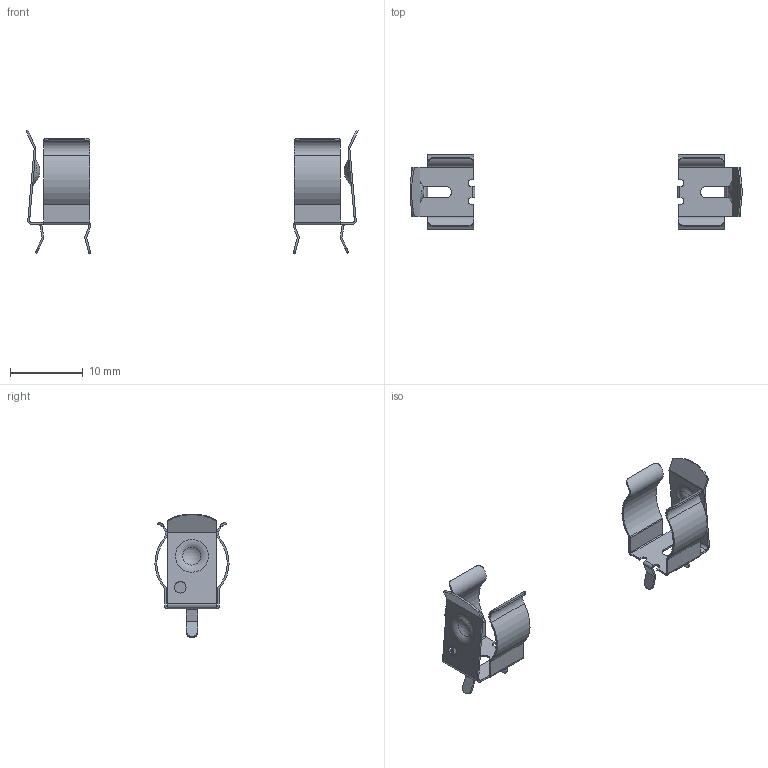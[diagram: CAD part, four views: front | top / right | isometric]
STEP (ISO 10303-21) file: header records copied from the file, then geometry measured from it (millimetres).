
FILE_DESCRIPTION(('FreeCAD Model'),'2;1');
FILE_NAME('keystone-PN82 v5_sc_sp.step','2019-05-27T11:45:00',('kicad StepUp'),( 'ksu MCAD'),'Open CASCADE STEP processor 7.3','FreeCAD','Unknown');
FILE_SCHEMA(('AUTOMOTIVE_DESIGN { 1 0 10303 214 1 1 1 1 }'));
Length unit declared in the file: millimetre
Products named in the file (1): keystone-PN82_v5_sc_sp
Bounding box: 45.63 x 10.19 x 17.04 mm (x, y, z)
Volume: 158.3 mm3; surface area: 1316.6 mm2
Topology: 2 solids, 2 shells, 232 faces, 508 edges, 284 vertices
Faces by surface type: plane 156, cylinder 68, sphere 4, torus 4
Full cylindrical faces by diameter (mm): 1.575 x2
Entity records: 15580 total; most frequent: CARTESIAN_POINT 3497, DIRECTION 2024, LINE 1192, VECTOR 1192, ORIENTED_EDGE 1016, PCURVE 1016, DEFINITIONAL_REPRESENTATION 1016, EDGE_CURVE 508
